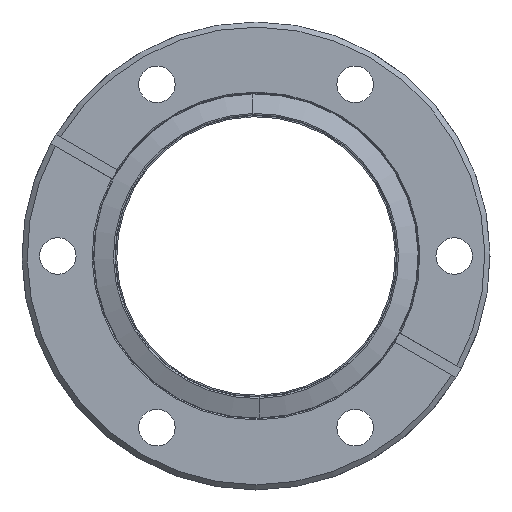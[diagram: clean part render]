
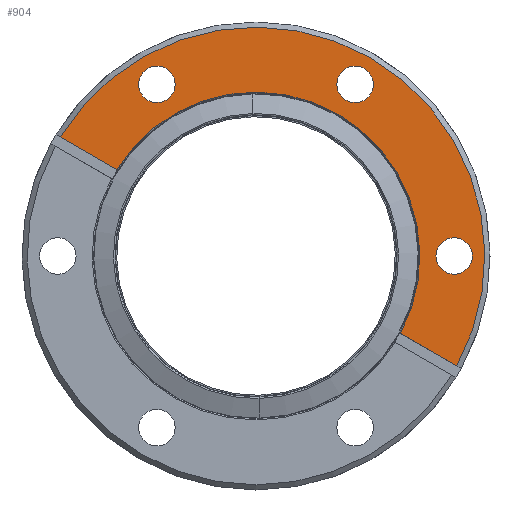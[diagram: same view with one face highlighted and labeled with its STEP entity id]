
A CAD part, left-side view. The second image highlights one B-rep face of the part: STEP entity #904.
In plain terms, the highlighted planar face has unit normal (-1, 0, 0).
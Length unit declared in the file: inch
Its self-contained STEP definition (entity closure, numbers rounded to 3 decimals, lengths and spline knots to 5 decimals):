
#78 = CIRCLE ( 'NONE', #163, 0.1065 ) ;
#90 = EDGE_CURVE ( 'NONE', #2046, #244, #1441, .T. ) ;
#110 = VERTEX_POINT ( 'NONE', #548 ) ;
#131 = CARTESIAN_POINT ( 'NONE',  ( 0., -1.17133, -0.64047 ) ) ;
#139 = CARTESIAN_POINT ( 'NONE',  ( 0., 0., 0. ) ) ;
#163 = AXIS2_PLACEMENT_3D ( 'NONE', #1733, #1413, #375 ) ;
#168 = DIRECTION ( 'NONE',  ( 0., 0., 1. ) ) ;
#179 = VERTEX_POINT ( 'NONE', #534 ) ;
#189 = CARTESIAN_POINT ( 'NONE',  ( 0., 0.578, 1.10763 ) ) ;
#244 = VERTEX_POINT ( 'NONE', #2007 ) ;
#271 = CARTESIAN_POINT ( 'NONE',  ( 0., 0.578, 1.00113 ) ) ;
#333 = AXIS2_PLACEMENT_3D ( 'NONE', #1176, #1861, #168 ) ;
#351 = VECTOR ( 'NONE', #409, 39.37008 ) ;
#359 = VERTEX_POINT ( 'NONE', #1182 ) ;
#361 = DIRECTION ( 'NONE',  ( 0., 0., 1. ) ) ;
#375 = DIRECTION ( 'NONE',  ( 0., 0., 1. ) ) ;
#382 = AXIS2_PLACEMENT_3D ( 'NONE', #1407, #1900, #361 ) ;
#394 = CARTESIAN_POINT ( 'NONE',  ( 0., 0.80765, 0.50209 ) ) ;
#395 = CARTESIAN_POINT ( 'NONE',  ( 0., -0.578, 0.89463 ) ) ;
#409 = DIRECTION ( 'NONE',  ( 0., 0.866, 0.5 ) ) ;
#413 = CARTESIAN_POINT ( 'NONE',  ( 0., 1.14033, 0.69417 ) ) ;
#433 = FACE_OUTER_BOUND ( 'NONE', #1322, .T. ) ;
#442 = VERTEX_POINT ( 'NONE', #395 ) ;
#487 = EDGE_CURVE ( 'NONE', #359, #826, #1725, .T. ) ;
#511 = EDGE_CURVE ( 'NONE', #1620, #179, #1188, .T. ) ;
#534 = CARTESIAN_POINT ( 'NONE',  ( 0., 0.578, 0.89463 ) ) ;
#548 = CARTESIAN_POINT ( 'NONE',  ( 0., -0.578, 1.10763 ) ) ;
#578 = CARTESIAN_POINT ( 'NONE',  ( 0., -1.19732, -0.65548 ) ) ;
#579 = ORIENTED_EDGE ( 'NONE', *, *, #1063, .F. ) ;
#610 = FACE_BOUND ( 'NONE', #1758, .T. ) ;
#622 = DIRECTION ( 'NONE',  ( 0., 0., 1. ) ) ;
#673 = CARTESIAN_POINT ( 'NONE',  ( 0., 0.578, 1.00113 ) ) ;
#698 = ORIENTED_EDGE ( 'NONE', *, *, #511, .F. ) ;
#714 = AXIS2_PLACEMENT_3D ( 'NONE', #746, #1440, #1454 ) ;
#746 = CARTESIAN_POINT ( 'NONE',  ( 0., -1.156, 0. ) ) ;
#751 = AXIS2_PLACEMENT_3D ( 'NONE', #673, #1677, #622 ) ;
#779 = CIRCLE ( 'NONE', #2044, 0.956 ) ;
#826 = VERTEX_POINT ( 'NONE', #1946 ) ;
#850 = VECTOR ( 'NONE', #1212, 39.37008 ) ;
#851 = DIRECTION ( 'NONE',  ( 0., 0., -1. ) ) ;
#861 = CIRCLE ( 'NONE', #382, 0.1065 ) ;
#881 = ORIENTED_EDGE ( 'NONE', *, *, #90, .F. ) ;
#904 = ADVANCED_FACE ( 'NONE', ( #938, #610, #1450, #433 ), #1255, .F. ) ;
#938 = FACE_BOUND ( 'NONE', #2006, .T. ) ;
#942 = ORIENTED_EDGE ( 'NONE', *, *, #2032, .F. ) ;
#976 = DIRECTION ( 'NONE',  ( 0., 0., -1. ) ) ;
#1054 = EDGE_CURVE ( 'NONE', #2046, #1262, #2192, .T. ) ;
#1059 = CARTESIAN_POINT ( 'NONE',  ( 0., 0.81198, 0.5046 ) ) ;
#1063 = EDGE_CURVE ( 'NONE', #179, #1620, #1294, .T. ) ;
#1108 = AXIS2_PLACEMENT_3D ( 'NONE', #2130, #1118, #1277 ) ;
#1114 = ORIENTED_EDGE ( 'NONE', *, *, #1054, .T. ) ;
#1118 = DIRECTION ( 'NONE',  ( 1., 0., 0. ) ) ;
#1176 = CARTESIAN_POINT ( 'NONE',  ( 0., -0.578, 1.00113 ) ) ;
#1182 = CARTESIAN_POINT ( 'NONE',  ( 0., -1.156, -0.1065 ) ) ;
#1188 = CIRCLE ( 'NONE', #2051, 0.1065 ) ;
#1194 = CIRCLE ( 'NONE', #333, 0.1065 ) ;
#1212 = DIRECTION ( 'NONE',  ( 0., 0.866, 0.5 ) ) ;
#1255 = PLANE ( 'NONE',  #1108 ) ;
#1262 = VERTEX_POINT ( 'NONE', #413 ) ;
#1277 = DIRECTION ( 'NONE',  ( 0., 0., -1. ) ) ;
#1294 = CIRCLE ( 'NONE', #751, 0.1065 ) ;
#1322 = EDGE_LOOP ( 'NONE', ( #2002, #1497, #881, #1114 ) ) ;
#1330 = DIRECTION ( 'NONE',  ( 1., 0., 0. ) ) ;
#1352 = DIRECTION ( 'NONE',  ( -1., 0., 0. ) ) ;
#1407 = CARTESIAN_POINT ( 'NONE',  ( 0., -1.156, 0. ) ) ;
#1413 = DIRECTION ( 'NONE',  ( -1., 0., 0. ) ) ;
#1440 = DIRECTION ( 'NONE',  ( -1., 0., 0. ) ) ;
#1441 = LINE ( 'NONE', #578, #351 ) ;
#1450 = FACE_BOUND ( 'NONE', #1769, .T. ) ;
#1454 = DIRECTION ( 'NONE',  ( 0., 0., 1. ) ) ;
#1477 = DIRECTION ( 'NONE',  ( 0., 0., 1. ) ) ;
#1497 = ORIENTED_EDGE ( 'NONE', *, *, #2087, .T. ) ;
#1608 = VERTEX_POINT ( 'NONE', #1059 ) ;
#1620 = VERTEX_POINT ( 'NONE', #189 ) ;
#1677 = DIRECTION ( 'NONE',  ( -1., 0., 0. ) ) ;
#1690 = CARTESIAN_POINT ( 'NONE',  ( 0., 0., 0. ) ) ;
#1697 = EDGE_CURVE ( 'NONE', #1608, #1262, #2090, .T. ) ;
#1725 = CIRCLE ( 'NONE', #714, 0.1065 ) ;
#1733 = CARTESIAN_POINT ( 'NONE',  ( 0., -0.578, 1.00113 ) ) ;
#1748 = EDGE_CURVE ( 'NONE', #442, #110, #78, .T. ) ;
#1758 = EDGE_LOOP ( 'NONE', ( #942, #1762 ) ) ;
#1762 = ORIENTED_EDGE ( 'NONE', *, *, #1748, .F. ) ;
#1769 = EDGE_LOOP ( 'NONE', ( #698, #579 ) ) ;
#1776 = DIRECTION ( 'NONE',  ( -1., 0., 0. ) ) ;
#1861 = DIRECTION ( 'NONE',  ( -1., 0., 0. ) ) ;
#1900 = DIRECTION ( 'NONE',  ( -1., 0., 0. ) ) ;
#1916 = ORIENTED_EDGE ( 'NONE', *, *, #487, .F. ) ;
#1946 = CARTESIAN_POINT ( 'NONE',  ( 0., -1.156, 0.1065 ) ) ;
#2001 = ORIENTED_EDGE ( 'NONE', *, *, #2217, .F. ) ;
#2002 = ORIENTED_EDGE ( 'NONE', *, *, #1697, .F. ) ;
#2006 = EDGE_LOOP ( 'NONE', ( #2001, #1916 ) ) ;
#2007 = CARTESIAN_POINT ( 'NONE',  ( 0., -0.84298, -0.4509 ) ) ;
#2032 = EDGE_CURVE ( 'NONE', #110, #442, #1194, .T. ) ;
#2044 = AXIS2_PLACEMENT_3D ( 'NONE', #1690, #1330, #851 ) ;
#2046 = VERTEX_POINT ( 'NONE', #131 ) ;
#2051 = AXIS2_PLACEMENT_3D ( 'NONE', #271, #1776, #1477 ) ;
#2087 = EDGE_CURVE ( 'NONE', #1608, #244, #779, .T. ) ;
#2090 = LINE ( 'NONE', #394, #850 ) ;
#2118 = AXIS2_PLACEMENT_3D ( 'NONE', #139, #1352, #976 ) ;
#2130 = CARTESIAN_POINT ( 'NONE',  ( 0., 1.365, 0. ) ) ;
#2192 = CIRCLE ( 'NONE', #2118, 1.335 ) ;
#2217 = EDGE_CURVE ( 'NONE', #826, #359, #861, .T. ) ;
